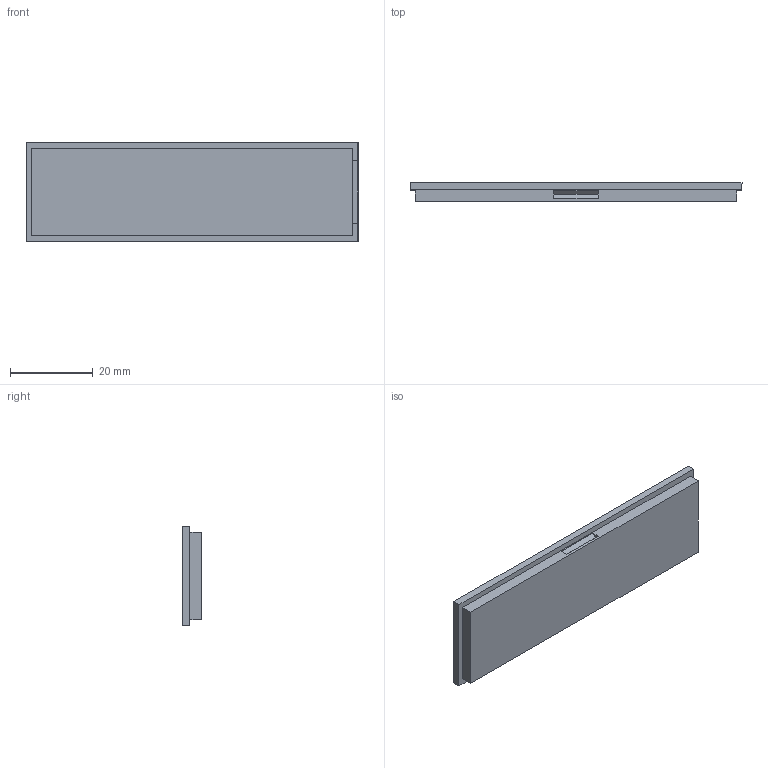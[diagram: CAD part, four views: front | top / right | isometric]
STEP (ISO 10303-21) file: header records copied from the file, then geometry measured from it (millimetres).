
FILE_DESCRIPTION (( 'STEP AP203' ), '1' );
FILE_NAME ('Sensor_battery_Lid.STEP', '2023-07-31T12:53:09', ( '' ), ( '' ), 'SwSTEP 2.0', 'SolidWorks 2023', '' );
FILE_SCHEMA (( 'CONFIG_CONTROL_DESIGN' ));
Length unit declared in the file: millimetre
Products named in the file (1): Sensor_battery_Lid
Bounding box: 80 x 4.5 x 24 mm (x, y, z)
Volume: 7798.4 mm3; surface area: 4768.2 mm2
Topology: 1 solids, 1 shells, 22 faces, 54 edges, 36 vertices
Faces by surface type: plane 22
Entity records: 715 total; most frequent: CARTESIAN_POINT 113, ORIENTED_EDGE 108, DIRECTION 100, EDGE_CURVE 54, LINE 54, VECTOR 54, VERTEX_POINT 36, EDGE_LOOP 24
